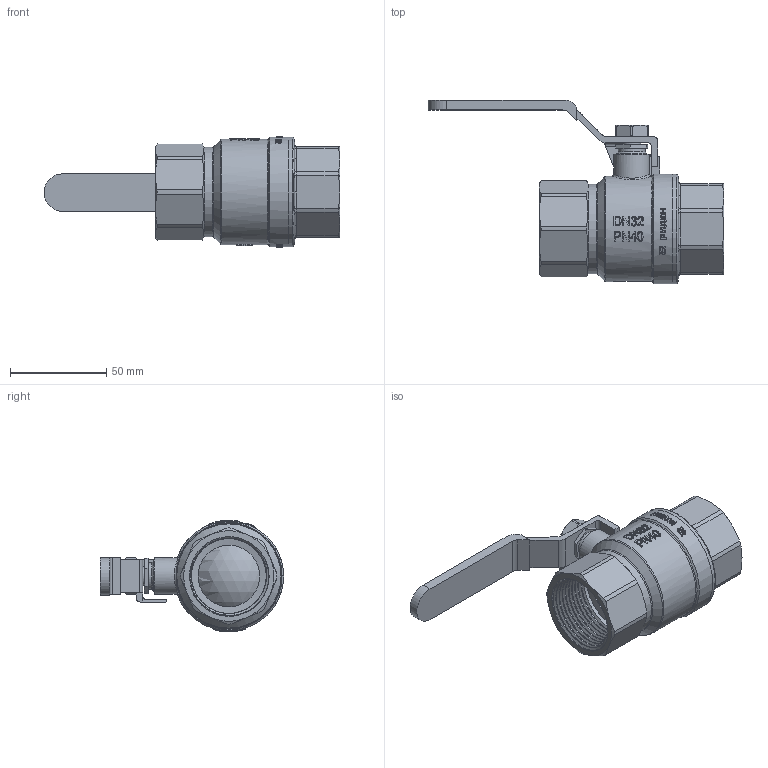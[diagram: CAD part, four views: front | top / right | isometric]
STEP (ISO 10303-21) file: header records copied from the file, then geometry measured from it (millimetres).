
FILE_DESCRIPTION(/* description */ (''),/* implementation_level */ '2;1');
FILE_NAME(/* name */ '065B8309R RD DN25 Ball Valve.stp',/* time_stamp */ '2023-05-19T13:44:37+08:00',/* author */ ('ywy96'),/* organization */ (''),/* preprocessor_version */ 'ST-DEVELOPER v18.1',/* originating_system */ 'Autodesk Inventor 2022',/* authorisation */ '');
FILE_SCHEMA (('AUTOMOTIVE_DESIGN { 1 0 10303 214 3 1 1 }'));
Length unit declared in the file: millimetre
Products named in the file (12): DN32 内螺纹球阀; G1 1/4内螺纹阀体; G1 1/4“内螺纹八角阀座; G1"&G1 1/4"; G1"&G1 1/4"_1; DN25 DN32填料; G1 1/4“不锈钢三通阀球; Ø41×3.8; G1阀杆; G1"&G1 1/4"压帽; M10; Oring 8.7×1.8
Assembly tree (12 placements, depth 2):
  DN32 内螺纹球阀
    G1 1/4内螺纹阀体
    G1 1/4“内螺纹八角阀座
    G1"&G1 1/4"
    G1"&G1 1/4"_1
    DN25 DN32填料
    G1 1/4“不锈钢三通阀球
    Ø41×3.8  x2
    G1阀杆
    G1"&G1 1/4"压帽
    M10
    Oring 8.7×1.8
Bounding box: 153.95 x 95.35 x 58 mm (x, y, z)
Volume: 80270.7 mm3; surface area: 83496.8 mm2
Topology: 12 solids, 12 shells, 1059 faces, 2807 edges, 1851 vertices
Faces by surface type: plane 504, bspline 307, cylinder 163, cone 61, torus 22, sphere 2
Full cylindrical faces by diameter (mm): 8.7 x1, 9 x1, 9.5 x2, 9.6 x1, 10.1 x1, 12 x1, 12.1 x1, 14 x2, 14.5 x5, 16 x4, 32 x3, 32.5 x2, 35 x1, 38.952 x18, 41 x4, 46.5 x1, 50.5 x8, 52 x8, 52.5 x1, 54.8 x1, 57 x2
Entity records: 51369 total; most frequent: CARTESIAN_POINT 25960, ORIENTED_EDGE 5576, DIRECTION 3969, EDGE_CURVE 2788, VERTEX_POINT 1841, LINE 1433, VECTOR 1433, AXIS2_PLACEMENT_3D 1268
